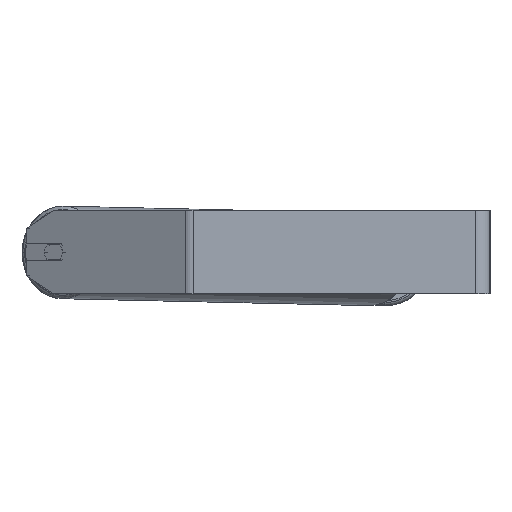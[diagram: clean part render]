
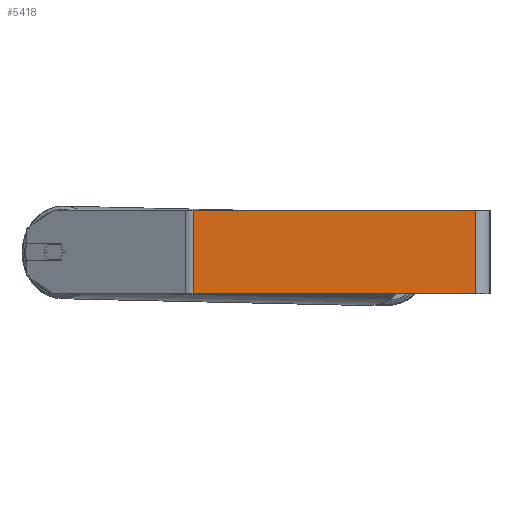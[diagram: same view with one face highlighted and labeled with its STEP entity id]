
A CAD part, left-side view. The second image highlights one B-rep face of the part: STEP entity #5418.
In plain terms, the highlighted planar face has unit normal (-1, 0, 0).
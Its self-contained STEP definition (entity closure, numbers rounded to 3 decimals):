
#689 = VECTOR ( 'NONE', #2770, 1000. ) ;
#723 = VERTEX_POINT ( 'NONE', #6879 ) ;
#1118 = EDGE_CURVE ( 'NONE', #4496, #7811, #2884, .T. ) ;
#1120 = ORIENTED_EDGE ( 'NONE', *, *, #1859, .T. ) ;
#1263 = CARTESIAN_POINT ( 'NONE',  ( -945., 289.272, -40. ) ) ;
#1454 = DIRECTION ( 'NONE',  ( 0., 0., -1. ) ) ;
#1859 = EDGE_CURVE ( 'NONE', #4496, #2243, #3428, .T. ) ;
#2062 = CARTESIAN_POINT ( 'NONE',  ( -945., 285.521, 40. ) ) ;
#2124 = ORIENTED_EDGE ( 'NONE', *, *, #1118, .F. ) ;
#2243 = VERTEX_POINT ( 'NONE', #2761 ) ;
#2629 = DIRECTION ( 'NONE',  ( 1., 0., 0. ) ) ;
#2761 = CARTESIAN_POINT ( 'NONE',  ( -945., 285.521, -40. ) ) ;
#2770 = DIRECTION ( 'NONE',  ( 0., 0., -1. ) ) ;
#2884 = LINE ( 'NONE', #8256, #4074 ) ;
#2988 = AXIS2_PLACEMENT_3D ( 'NONE', #8711, #2629, #5276 ) ;
#3257 = VECTOR ( 'NONE', #6513, 1000. ) ;
#3428 = LINE ( 'NONE', #2062, #689 ) ;
#3460 = DIRECTION ( 'NONE',  ( 0., -1., 0. ) ) ;
#3865 = FACE_OUTER_BOUND ( 'NONE', #5409, .T. ) ;
#4074 = VECTOR ( 'NONE', #3460, 1000. ) ;
#4176 = EDGE_CURVE ( 'NONE', #2243, #723, #6024, .T. ) ;
#4466 = CARTESIAN_POINT ( 'NONE',  ( -945., 285.521, 40. ) ) ;
#4496 = VERTEX_POINT ( 'NONE', #4466 ) ;
#5276 = DIRECTION ( 'NONE',  ( 0., 0., -1. ) ) ;
#5409 = EDGE_LOOP ( 'NONE', ( #6230, #6427, #2124, #1120 ) ) ;
#5418 = ADVANCED_FACE ( 'NONE', ( #3865 ), #8756, .F. ) ;
#6024 = LINE ( 'NONE', #1263, #3257 ) ;
#6211 = LINE ( 'NONE', #7514, #7709 ) ;
#6230 = ORIENTED_EDGE ( 'NONE', *, *, #4176, .T. ) ;
#6427 = ORIENTED_EDGE ( 'NONE', *, *, #8195, .F. ) ;
#6513 = DIRECTION ( 'NONE',  ( 0., -1., 0. ) ) ;
#6879 = CARTESIAN_POINT ( 'NONE',  ( -945., 14., -40. ) ) ;
#7514 = CARTESIAN_POINT ( 'NONE',  ( -945., 14., 40. ) ) ;
#7709 = VECTOR ( 'NONE', #1454, 1000. ) ;
#7811 = VERTEX_POINT ( 'NONE', #8196 ) ;
#8195 = EDGE_CURVE ( 'NONE', #7811, #723, #6211, .T. ) ;
#8196 = CARTESIAN_POINT ( 'NONE',  ( -945., 14., 40. ) ) ;
#8256 = CARTESIAN_POINT ( 'NONE',  ( -945., 289.272, 40. ) ) ;
#8711 = CARTESIAN_POINT ( 'NONE',  ( -945., 289.272, 40. ) ) ;
#8756 = PLANE ( 'NONE',  #2988 ) ;
